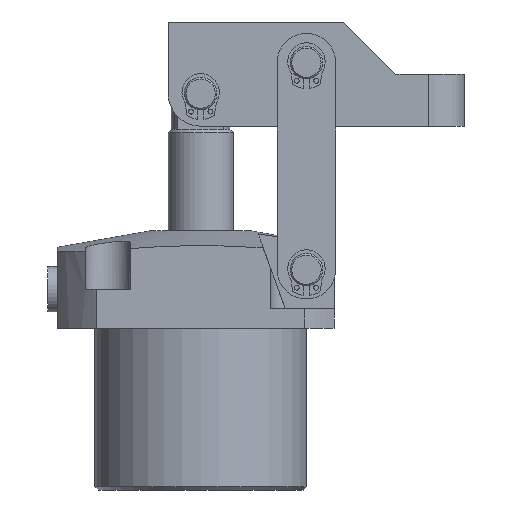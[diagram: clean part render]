
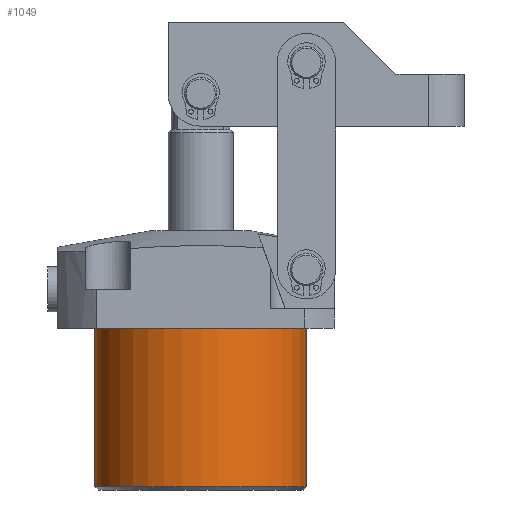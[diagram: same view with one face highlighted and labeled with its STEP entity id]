
A CAD part, front view. The second image highlights one B-rep face of the part: STEP entity #1049.
In plain terms, the highlighted cylindrical face has radius 32.5 mm (diameter 65 mm), a partial arc.
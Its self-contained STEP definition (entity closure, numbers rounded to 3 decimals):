
#325 = AXIS2_PLACEMENT_3D ( 'NONE', #5444, #5443, #5442 ) ;
#1049 = ADVANCED_FACE ( 'NONE', ( #6452 ), #6456, .T. ) ;
#1165 = DIRECTION ( 'NONE',  ( 0., 0., 1. ) ) ;
#1195 = CARTESIAN_POINT ( 'NONE',  ( 32.5, 0., -49.7 ) ) ;
#1957 = LINE ( 'NONE', #9661, #1963 ) ;
#1963 = VECTOR ( 'NONE', #9662, 1000. ) ;
#1998 = CIRCLE ( 'NONE', #4538, 32.5 ) ;
#3534 = EDGE_LOOP ( 'NONE', ( #6066, #6067, #6068, #6069 ) ) ;
#3793 = VERTEX_POINT ( 'NONE', #5869 ) ;
#3852 = VERTEX_POINT ( 'NONE', #5800 ) ;
#3853 = VERTEX_POINT ( 'NONE', #5797 ) ;
#3868 = VERTEX_POINT ( 'NONE', #5777 ) ;
#4538 = AXIS2_PLACEMENT_3D ( 'NONE', #9457, #9456, #9455 ) ;
#4563 = EDGE_CURVE ( 'NONE', #3852, #3793, #6548, .T. ) ;
#4725 = AXIS2_PLACEMENT_3D ( 'NONE', #9284, #9286, #9292 ) ;
#4857 = EDGE_CURVE ( 'NONE', #3853, #3868, #1957, .T. ) ;
#4895 = EDGE_CURVE ( 'NONE', #3793, #3868, #1998, .T. ) ;
#5351 = EDGE_CURVE ( 'NONE', #3853, #3852, #8306, .T. ) ;
#5442 = DIRECTION ( 'NONE',  ( -1., 0., 0. ) ) ;
#5443 = DIRECTION ( 'NONE',  ( 0., 0., 1. ) ) ;
#5444 = CARTESIAN_POINT ( 'NONE',  ( 0., 0., -48.7 ) ) ;
#5777 = CARTESIAN_POINT ( 'NONE',  ( -32.5, 0., 0. ) ) ;
#5797 = CARTESIAN_POINT ( 'NONE',  ( -32.5, 0., -48.7 ) ) ;
#5800 = CARTESIAN_POINT ( 'NONE',  ( 32.5, 0., -48.7 ) ) ;
#5869 = CARTESIAN_POINT ( 'NONE',  ( 32.5, 0., 0. ) ) ;
#6066 = ORIENTED_EDGE ( 'NONE', *, *, #4857, .F. ) ;
#6067 = ORIENTED_EDGE ( 'NONE', *, *, #5351, .T. ) ;
#6068 = ORIENTED_EDGE ( 'NONE', *, *, #4563, .T. ) ;
#6069 = ORIENTED_EDGE ( 'NONE', *, *, #4895, .T. ) ;
#6452 = FACE_OUTER_BOUND ( 'NONE', #3534, .T. ) ;
#6456 = CYLINDRICAL_SURFACE ( 'NONE', #4725, 32.5 ) ;
#6548 = LINE ( 'NONE', #1195, #6553 ) ;
#6553 = VECTOR ( 'NONE', #1165, 1000. ) ;
#8306 = CIRCLE ( 'NONE', #325, 32.5 ) ;
#9284 = CARTESIAN_POINT ( 'NONE',  ( 0., 0., -49.7 ) ) ;
#9286 = DIRECTION ( 'NONE',  ( 0., 0., 1. ) ) ;
#9292 = DIRECTION ( 'NONE',  ( 1., 0., 0. ) ) ;
#9455 = DIRECTION ( 'NONE',  ( 1., 0., 0. ) ) ;
#9456 = DIRECTION ( 'NONE',  ( 0., 0., -1. ) ) ;
#9457 = CARTESIAN_POINT ( 'NONE',  ( 0., 0., 0. ) ) ;
#9661 = CARTESIAN_POINT ( 'NONE',  ( -32.5, 0., -49.7 ) ) ;
#9662 = DIRECTION ( 'NONE',  ( 0., 0., 1. ) ) ;
